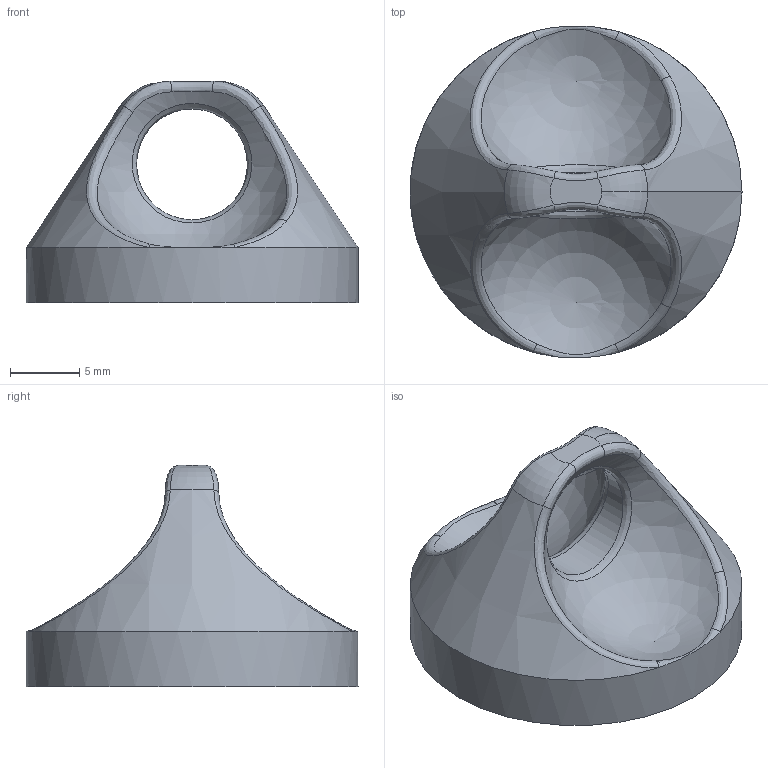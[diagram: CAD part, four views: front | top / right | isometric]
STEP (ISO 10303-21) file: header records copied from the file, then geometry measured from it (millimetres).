
FILE_DESCRIPTION(('FreeCAD Model'),'2;1');
FILE_NAME('Open CASCADE Shape Model','2025-05-17T16:06:16',(''),(''), 'Open CASCADE STEP processor 7.8','FreeCAD','Unknown');
FILE_SCHEMA(('AUTOMOTIVE_DESIGN { 1 0 10303 214 1 1 1 1 }'));
Length unit declared in the file: millimetre
Products named in the file (1): Body
Bounding box: 24 x 24 x 16 mm (x, y, z)
Volume: 2337.4 mm3; surface area: 1671.2 mm2
Topology: 1 solids, 1 shells, 30 faces, 69 edges, 40 vertices
Faces by surface type: bspline 16, cylinder 3, cone 3, revolution 3, plane 3, sphere 2
Full cylindrical faces by diameter (mm): 8 x1, 19.1 x1, 24 x1
Entity records: 3191 total; most frequent: CARTESIAN_POINT 2695, ORIENTED_EDGE 134, EDGE_CURVE 67, DIRECTION 61, VERTEX_POINT 40, FACE_BOUND 33, EDGE_LOOP 33, ADVANCED_FACE 30
